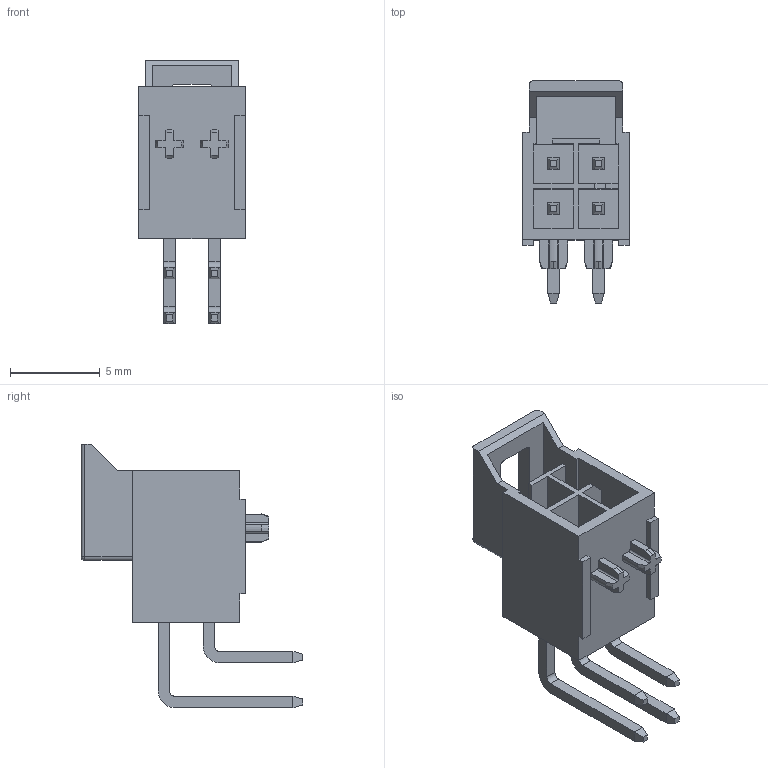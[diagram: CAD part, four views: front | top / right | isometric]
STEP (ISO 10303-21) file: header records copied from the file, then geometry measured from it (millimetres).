
FILE_DESCRIPTION(('STEP AP242'),'1');
FILE_NAME('1053141104.stp','2024-12-11T14:33:17',('TraceParts'),('TraceParts S.A.'),'Spatial InterOp 3D',' ',' ');
FILE_SCHEMA(('AP242_MANAGED_MODEL_BASED_3D_ENGINEERING_MIM_LF {1 0 10303 442 1 1 4}'));
Length unit declared in the file: millimetre
Products named in the file (1): 1053141104_1
Bounding box: 5.94 x 12.34 x 14.66 mm (x, y, z)
Volume: 231.3 mm3; surface area: 756.5 mm2
Topology: 1 solids, 1 shells, 201 faces, 542 edges, 364 vertices
Faces by surface type: plane 151, cylinder 36, cone 12, sphere 2
Entity records: 6266 total; most frequent: CARTESIAN_POINT 1149, ORIENTED_EDGE 1060, DIRECTION 1032, EDGE_CURVE 530, LINE 426, VECTOR 426, VERTEX_POINT 340, AXIS2_PLACEMENT_3D 303
